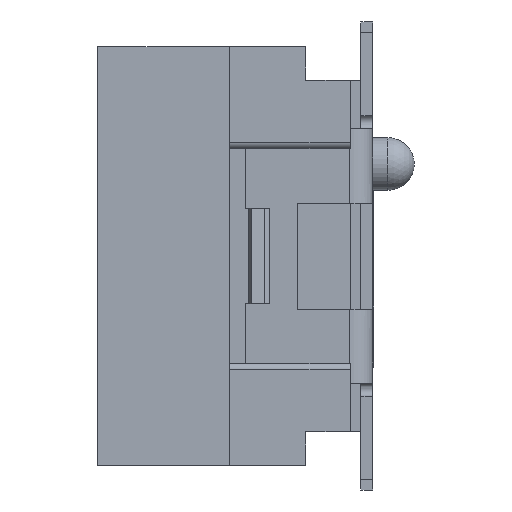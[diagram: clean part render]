
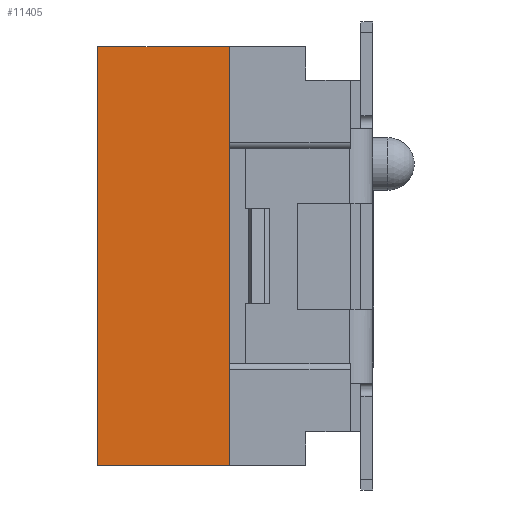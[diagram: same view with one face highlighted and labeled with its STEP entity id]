
A CAD part, left-side view. The second image highlights one B-rep face of the part: STEP entity #11405.
In plain terms, the highlighted planar face has unit normal (-1, 0, 0).
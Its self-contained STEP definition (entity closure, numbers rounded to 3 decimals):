
#885=FACE_OUTER_BOUND('',#1453,.T.);
#1453=EDGE_LOOP('',(#9543,#9544,#9545,#9546));
#2641=LINE('',#18122,#4031);
#2673=LINE('',#18200,#4063);
#2676=LINE('',#18204,#4066);
#2677=LINE('',#18205,#4067);
#4031=VECTOR('',#14777,1.575);
#4063=VECTOR('',#14853,1.575);
#4066=VECTOR('',#14858,5.);
#4067=VECTOR('',#14859,5.);
#5257=VERTEX_POINT('',#18119);
#5258=VERTEX_POINT('',#18121);
#5281=VERTEX_POINT('',#18197);
#5282=VERTEX_POINT('',#18199);
#6776=EDGE_CURVE('',#5258,#5257,#2641,.T.);
#6818=EDGE_CURVE('',#5281,#5282,#2673,.T.);
#6821=EDGE_CURVE('',#5281,#5258,#2676,.T.);
#6822=EDGE_CURVE('',#5257,#5282,#2677,.T.);
#9543=ORIENTED_EDGE('',*,*,#6821,.T.);
#9544=ORIENTED_EDGE('',*,*,#6776,.T.);
#9545=ORIENTED_EDGE('',*,*,#6822,.T.);
#9546=ORIENTED_EDGE('',*,*,#6818,.F.);
#10870=PLANE('',#12234);
#11405=ADVANCED_FACE('',(#885),#10870,.F.);
#12234=AXIS2_PLACEMENT_3D('',#18203,#14856,#14857);
#14777=DIRECTION('',(0.,-1.,0.));
#14853=DIRECTION('',(0.,-1.,0.));
#14856=DIRECTION('center_axis',(1.,0.,0.));
#14857=DIRECTION('ref_axis',(0.,1.,0.));
#14858=DIRECTION('',(0.,0.,-1.));
#14859=DIRECTION('',(0.,0.,1.));
#18119=CARTESIAN_POINT('',(-4.45,1.721,-2.5));
#18121=CARTESIAN_POINT('',(-4.45,3.296,-2.5));
#18122=CARTESIAN_POINT('',(-4.45,3.296,-2.5));
#18197=CARTESIAN_POINT('',(-4.45,3.296,2.5));
#18199=CARTESIAN_POINT('',(-4.45,1.721,2.5));
#18200=CARTESIAN_POINT('',(-4.45,3.296,2.5));
#18203=CARTESIAN_POINT('Origin',(-4.45,1.721,-3.4));
#18204=CARTESIAN_POINT('',(-4.45,3.296,2.5));
#18205=CARTESIAN_POINT('',(-4.45,1.721,-2.5));
